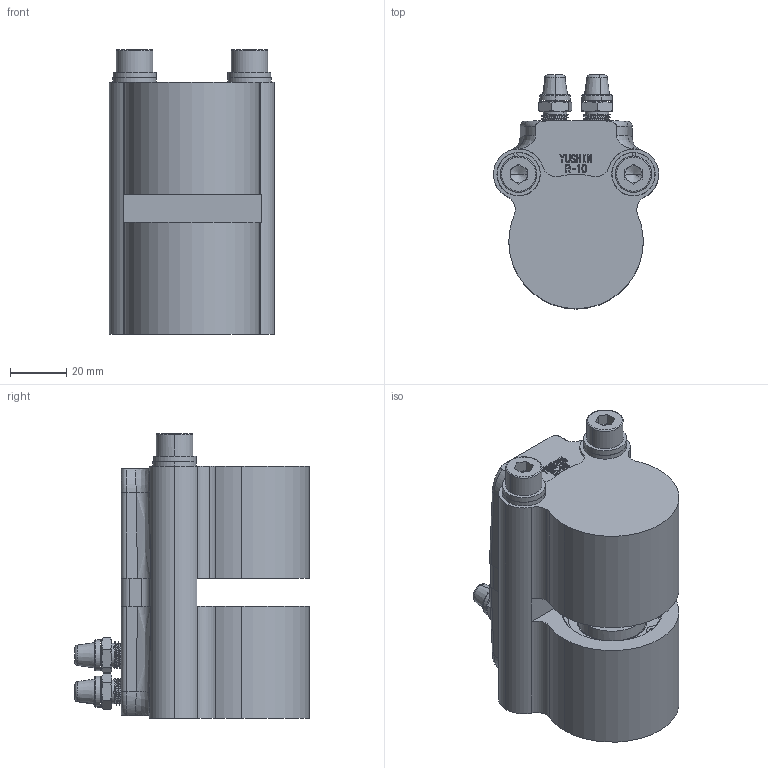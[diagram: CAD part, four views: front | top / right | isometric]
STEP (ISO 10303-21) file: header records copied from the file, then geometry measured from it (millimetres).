
FILE_DESCRIPTION (( 'STEP AP203' ), '1' );
FILE_NAME ('RDB-10(Web—p).STEP', '2025-12-23T04:45:13', ( '' ), ( '' ), 'SwSTEP 2.0', 'SolidWorks 2024', '' );
FILE_SCHEMA (( 'CONFIG_CONTROL_DESIGN' ));
Length unit declared in the file: millimetre
Products named in the file (1): RDB-10(Web用)
Bounding box: 58.97 x 83.57 x 101.6 mm (x, y, z)
Volume: 247253.3 mm3; surface area: 35066.1 mm2
Topology: 1 solids, 1 shells, 681 faces, 1789 edges, 1142 vertices
Faces by surface type: plane 336, cylinder 125, bspline 124, cone 72, torus 24
Entity records: 29085 total; most frequent: CARTESIAN_POINT 12994, ORIENTED_EDGE 3562, DIRECTION 2977, EDGE_CURVE 1781, VERTEX_POINT 1142, AXIS2_PLACEMENT_3D 1006, LINE 965, VECTOR 965
